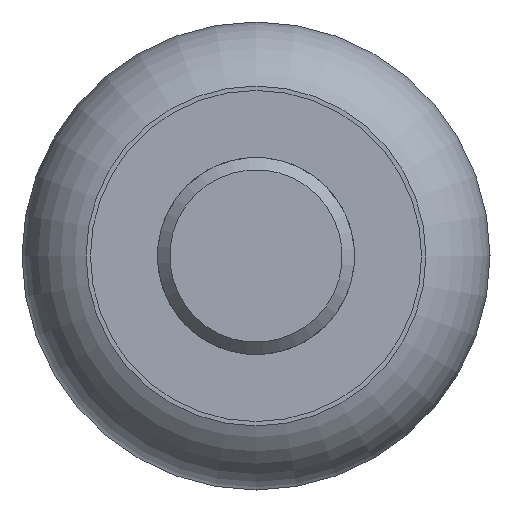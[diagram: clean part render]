
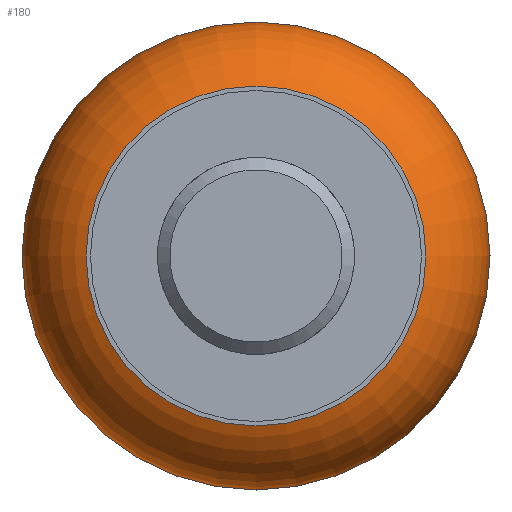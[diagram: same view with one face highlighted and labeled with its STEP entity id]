
A CAD part, left-side view. The second image highlights one B-rep face of the part: STEP entity #180.
In plain terms, the highlighted toroidal (fillet/blend) face has major radius 5.15 mm and minor radius 4.35 mm.
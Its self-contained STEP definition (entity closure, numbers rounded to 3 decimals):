
#146=CARTESIAN_POINT('',(0.505,6.723,0.0));
#147=VERTEX_POINT('',#146);
#148=CARTESIAN_POINT('',(0.505,0.0,0.0));
#149=DIRECTION('',(1.0,0.0,0.0));
#150=DIRECTION('',(0.0,1.0,0.0));
#151=AXIS2_PLACEMENT_3D('',#148,#149,#150);
#152=CIRCLE('',#151,6.723);
#153=EDGE_CURVE('',#147,#147,#152,.T.);
#161=CARTESIAN_POINT('',(4.56,0.0,0.0));
#162=DIRECTION('',(1.0,0.0,0.0));
#163=DIRECTION('',(0.0,0.0,-1.0));
#164=AXIS2_PLACEMENT_3D('',#161,#162,#163);
#165=TOROIDAL_SURFACE('',#164,5.15,4.35);
#166=CARTESIAN_POINT('',(4.56,9.5,0.0));
#167=VERTEX_POINT('',#166);
#168=CARTESIAN_POINT('',(4.56,0.0,0.0));
#169=DIRECTION('',(1.0,0.0,0.0));
#170=DIRECTION('',(0.0,1.0,0.0));
#171=AXIS2_PLACEMENT_3D('',#168,#169,#170);
#172=CIRCLE('',#171,9.5);
#173=EDGE_CURVE('',#167,#167,#172,.T.);
#174=ORIENTED_EDGE('',*,*,#173,.F.);
#175=EDGE_LOOP('',(#174));
#176=FACE_OUTER_BOUND('',#175,.T.);
#177=ORIENTED_EDGE('',*,*,#153,.T.);
#178=EDGE_LOOP('',(#177));
#179=FACE_BOUND('',#178,.T.);
#180=ADVANCED_FACE('',(#176,#179),#165,.T.);
